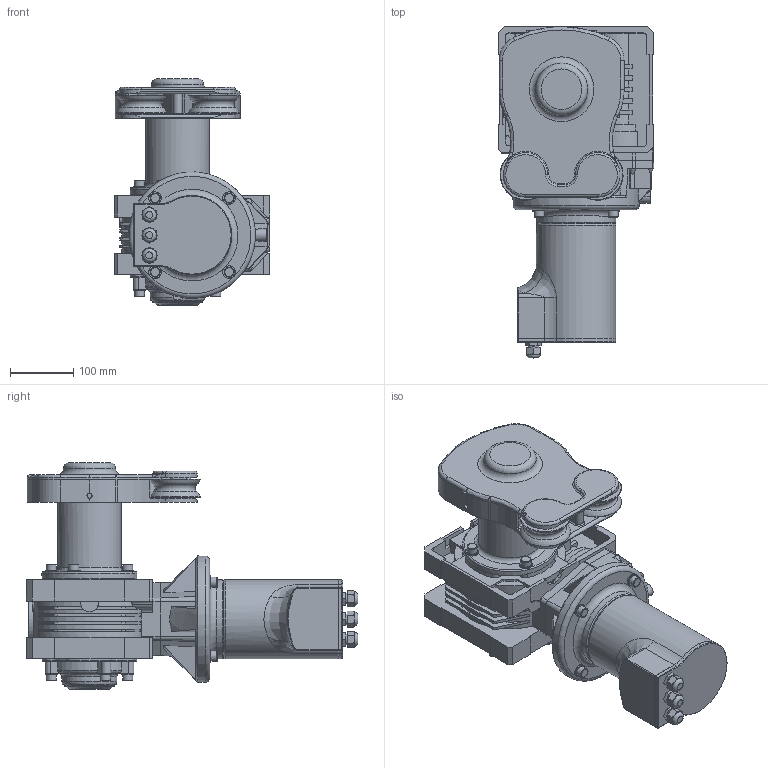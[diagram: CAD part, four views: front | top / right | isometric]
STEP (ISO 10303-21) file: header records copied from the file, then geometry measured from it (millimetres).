
FILE_DESCRIPTION(/* description */ (''),/* implementation_level */ '2;1');
FILE_NAME(/* name */ 'LD1500.stp',/* time_stamp */ '2016-05-05T13:05:43+02:00',/* author */ ('Nicola'),/* organization */ (''),/* preprocessor_version */ 'ST-DEVELOPER v16.1',/* originating_system */ 'Autodesk Inventor 2016',/* authorisation */ '');
FILE_SCHEMA (('AUTOMOTIVE_DESIGN { 1 0 10303 214 3 1 1 }'));
Length unit declared in the file: millimetre
Products named in the file (1): LD1500
Bounding box: 245.5 x 523.2 x 357 mm (x, y, z)
Volume: 13426867.2 mm3; surface area: 726454 mm2
Topology: 1 solids, 1 shells, 869 faces, 2317 edges, 1477 vertices
Faces by surface type: plane 452, cylinder 216, torus 99, cone 87, bspline 15
Full cylindrical faces by diameter (mm): 8 x3, 10 x2, 15 x4, 16 x12, 17.5 x3, 20 x12, 22 x3, 100 x1, 125 x2, 150 x1, 184 x1, 199.5 x1
Entity records: 28438 total; most frequent: CARTESIAN_POINT 6974, DIRECTION 4574, ORIENTED_EDGE 4404, EDGE_CURVE 2202, AXIS2_PLACEMENT_3D 1683, VERTEX_POINT 1442, LINE 1208, VECTOR 1208
